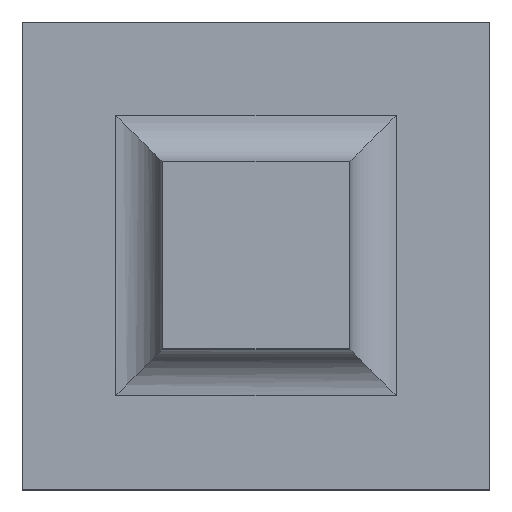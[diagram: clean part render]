
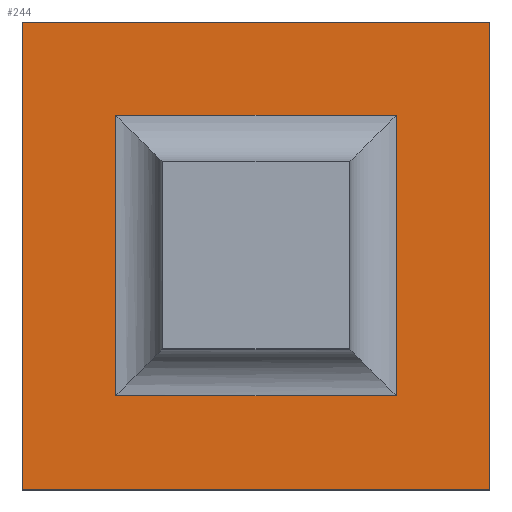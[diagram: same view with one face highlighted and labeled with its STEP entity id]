
A CAD part, top view. The second image highlights one B-rep face of the part: STEP entity #244.
In plain terms, the highlighted planar face has unit normal (0, 0, 1).
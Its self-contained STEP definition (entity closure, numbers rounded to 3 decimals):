
#15=FACE_BOUND('',#49,.T.);
#18=PLANE('',#277);
#33=FACE_OUTER_BOUND('',#48,.T.);
#48=EDGE_LOOP('',(#194,#195,#196,#197));
#49=EDGE_LOOP('',(#198,#199,#200,#201));
#62=LINE('',#358,#90);
#65=LINE('',#369,#93);
#66=LINE('',#372,#94);
#68=LINE('',#377,#96);
#75=LINE('',#392,#103);
#76=LINE('',#394,#104);
#77=LINE('',#396,#105);
#78=LINE('',#397,#106);
#90=VECTOR('',#290,10.);
#93=VECTOR('',#301,10.);
#94=VECTOR('',#304,10.);
#96=VECTOR('',#310,10.);
#103=VECTOR('',#323,10.);
#104=VECTOR('',#324,10.);
#105=VECTOR('',#325,10.);
#106=VECTOR('',#326,10.);
#118=VERTEX_POINT('',#356);
#119=VERTEX_POINT('',#357);
#123=VERTEX_POINT('',#367);
#124=VERTEX_POINT('',#371);
#129=VERTEX_POINT('',#390);
#130=VERTEX_POINT('',#391);
#131=VERTEX_POINT('',#393);
#132=VERTEX_POINT('',#395);
#138=EDGE_CURVE('',#118,#119,#62,.T.);
#144=EDGE_CURVE('',#123,#118,#65,.T.);
#145=EDGE_CURVE('',#124,#123,#66,.T.);
#148=EDGE_CURVE('',#119,#124,#68,.T.);
#155=EDGE_CURVE('',#129,#130,#75,.T.);
#156=EDGE_CURVE('',#130,#131,#76,.T.);
#157=EDGE_CURVE('',#131,#132,#77,.T.);
#158=EDGE_CURVE('',#132,#129,#78,.T.);
#194=ORIENTED_EDGE('',*,*,#155,.T.);
#195=ORIENTED_EDGE('',*,*,#156,.T.);
#196=ORIENTED_EDGE('',*,*,#157,.T.);
#197=ORIENTED_EDGE('',*,*,#158,.T.);
#198=ORIENTED_EDGE('',*,*,#138,.F.);
#199=ORIENTED_EDGE('',*,*,#144,.F.);
#200=ORIENTED_EDGE('',*,*,#145,.F.);
#201=ORIENTED_EDGE('',*,*,#148,.F.);
#244=ADVANCED_FACE('',(#33,#15),#18,.T.);
#277=AXIS2_PLACEMENT_3D('',#389,#321,#322);
#290=DIRECTION('',(0.,-1.,0.));
#301=DIRECTION('',(-1.,0.,0.));
#304=DIRECTION('',(0.,1.,0.));
#310=DIRECTION('',(1.,0.,0.));
#321=DIRECTION('center_axis',(0.,0.,1.));
#322=DIRECTION('ref_axis',(1.,0.,0.));
#323=DIRECTION('',(1.,0.,0.));
#324=DIRECTION('',(0.,1.,0.));
#325=DIRECTION('',(-1.,0.,0.));
#326=DIRECTION('',(0.,-1.,0.));
#356=CARTESIAN_POINT('',(-15.,15.,40.));
#357=CARTESIAN_POINT('',(-15.,-15.,40.));
#358=CARTESIAN_POINT('',(-15.,5.,40.));
#367=CARTESIAN_POINT('',(15.,15.,40.));
#369=CARTESIAN_POINT('',(5.,15.,40.));
#371=CARTESIAN_POINT('',(15.,-15.,40.));
#372=CARTESIAN_POINT('',(15.,-5.,40.));
#377=CARTESIAN_POINT('',(-5.,-15.,40.));
#389=CARTESIAN_POINT('Origin',(0.,0.,40.));
#390=CARTESIAN_POINT('',(-25.,-25.,40.));
#391=CARTESIAN_POINT('',(25.,-25.,40.));
#392=CARTESIAN_POINT('',(25.,-25.,40.));
#393=CARTESIAN_POINT('',(25.,25.,40.));
#394=CARTESIAN_POINT('',(25.,25.,40.));
#395=CARTESIAN_POINT('',(-25.,25.,40.));
#396=CARTESIAN_POINT('',(-25.,25.,40.));
#397=CARTESIAN_POINT('',(-25.,-25.,40.));
